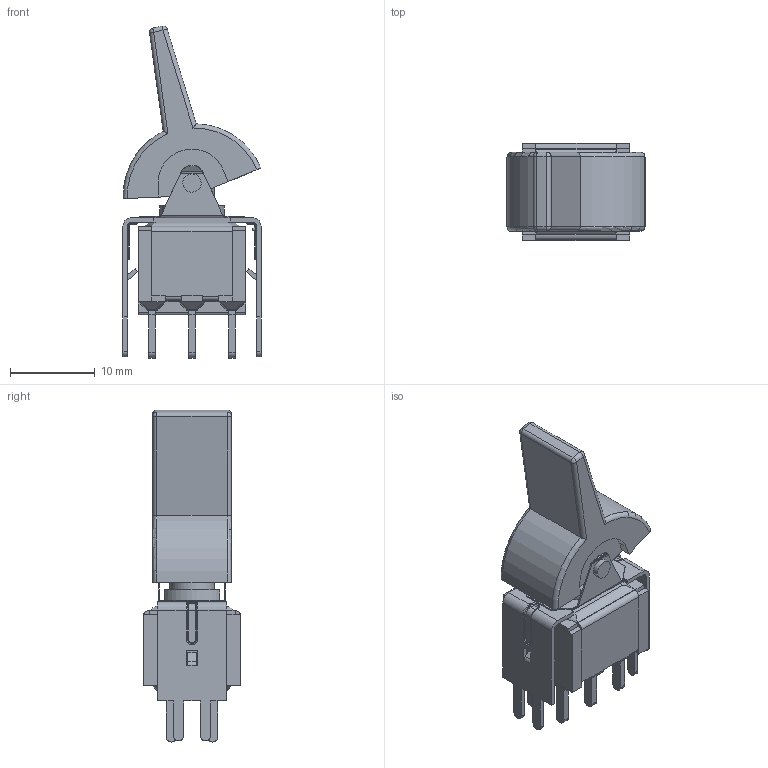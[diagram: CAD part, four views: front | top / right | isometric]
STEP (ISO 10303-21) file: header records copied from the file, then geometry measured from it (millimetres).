
FILE_DESCRIPTION(/* description */ (''),/* implementation_level */ '2;1');
FILE_NAME(/* name */ '300DPxJ2xxxVS2xE.stp',/* time_stamp */ '2026-01-23T21:13:16-06:00',/* author */ ('jmeyers'),/* organization */ (''),/* preprocessor_version */ 'ST-DEVELOPER v18.1',/* originating_system */ 'Autodesk Inventor 2022',/* authorisation */ '');
FILE_SCHEMA (('AUTOMOTIVE_DESIGN { 1 0 10303 214 3 1 1 }'));
Length unit declared in the file: inch
Products named in the file (1): Part1
Bounding box: 16.26 x 11.43 x 39.08 mm (x, y, z)
Volume: 1783.8 mm3; surface area: 3562 mm2
Topology: 1 solids, 3 shells, 617 faces, 1590 edges, 972 vertices
Faces by surface type: plane 386, cylinder 164, torus 39, sphere 28
Full cylindrical faces by diameter (mm): 2.15 x4, 3.2 x1, 5.2 x1
Entity records: 18526 total; most frequent: CARTESIAN_POINT 3413, DIRECTION 3171, ORIENTED_EDGE 3120, EDGE_CURVE 1560, LINE 1147, VECTOR 1147, AXIS2_PLACEMENT_3D 1012, VERTEX_POINT 972
